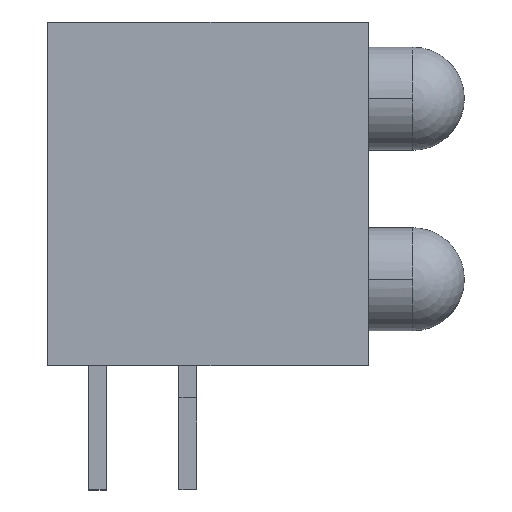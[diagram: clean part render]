
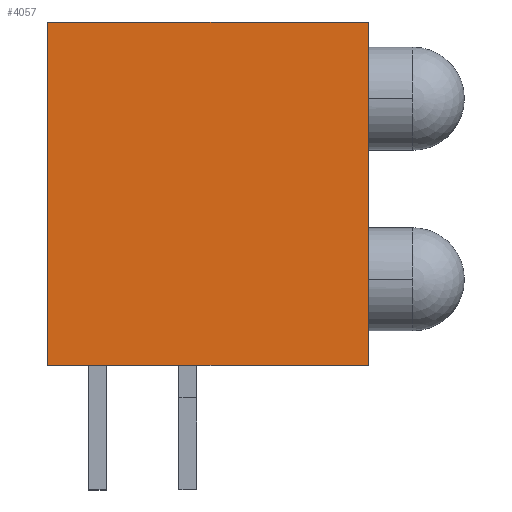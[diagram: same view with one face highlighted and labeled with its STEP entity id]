
A CAD part, top view. The second image highlights one B-rep face of the part: STEP entity #4057.
In plain terms, the highlighted planar face has unit normal (0, 0, 1).
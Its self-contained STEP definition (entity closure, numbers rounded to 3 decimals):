
#3957 = VERTEX_POINT ( 'NONE', #20877 ) ;
#3959 = EDGE_CURVE ( 'NONE', #3957, #18592, #20876, .T. ) ;
#3994 = EDGE_CURVE ( 'NONE', #3957, #4007, #20926, .T. ) ;
#4006 = EDGE_CURVE ( 'NONE', #4007, #18779, #20989, .T. ) ;
#4007 = VERTEX_POINT ( 'NONE', #20985 ) ;
#4057 = ADVANCED_FACE ( 'NONE', ( #21109 ), #21156, .T. ) ;
#4058 = EDGE_LOOP ( 'NONE', ( #4059, #4060, #4061, #4062 ) ) ;
#4059 = ORIENTED_EDGE ( 'NONE', *, *, #4006, .T. ) ;
#4060 = ORIENTED_EDGE ( 'NONE', *, *, #18632, .F. ) ;
#4061 = ORIENTED_EDGE ( 'NONE', *, *, #3959, .F. ) ;
#4062 = ORIENTED_EDGE ( 'NONE', *, *, #3994, .T. ) ;
#18592 = VERTEX_POINT ( 'NONE', #22032 ) ;
#18632 = EDGE_CURVE ( 'NONE', #18592, #18779, #22113, .T. ) ;
#18779 = VERTEX_POINT ( 'NONE', #22308 ) ;
#20873 = DIRECTION ( 'NONE',  ( 1., 0., 0. ) ) ;
#20874 = VECTOR ( 'NONE', #20873, 1000. ) ;
#20875 = CARTESIAN_POINT ( 'NONE',  ( 0., 4.825, 3.5 ) ) ;
#20876 = LINE ( 'NONE', #20875, #20874 ) ;
#20877 = CARTESIAN_POINT ( 'NONE',  ( -4.51, 4.825, 3.5 ) ) ;
#20923 = DIRECTION ( 'NONE',  ( 0., -1., 0. ) ) ;
#20924 = VECTOR ( 'NONE', #20923, 1000. ) ;
#20925 = CARTESIAN_POINT ( 'NONE',  ( -4.51, -10.416, 3.5 ) ) ;
#20926 = LINE ( 'NONE', #20925, #20924 ) ;
#20985 = CARTESIAN_POINT ( 'NONE',  ( -4.51, -4.825, 3.5 ) ) ;
#20986 = DIRECTION ( 'NONE',  ( 1., 0., 0. ) ) ;
#20987 = VECTOR ( 'NONE', #20986, 1000. ) ;
#20988 = CARTESIAN_POINT ( 'NONE',  ( 0., -4.825, 3.5 ) ) ;
#20989 = LINE ( 'NONE', #20988, #20987 ) ;
#21109 = FACE_OUTER_BOUND ( 'NONE', #4058, .T. ) ;
#21150 = DIRECTION ( 'NONE',  ( 1., 0., 0. ) ) ;
#21151 = DIRECTION ( 'NONE',  ( 0., 0., 1. ) ) ;
#21152 = CARTESIAN_POINT ( 'NONE',  ( 0., -10.416, 3.5 ) ) ;
#21153 = AXIS2_PLACEMENT_3D ( 'NONE', #21152, #21151, #21150 ) ;
#21156 = PLANE ( 'NONE',  #21153 ) ;
#22032 = CARTESIAN_POINT ( 'NONE',  ( 4.51, 4.825, 3.5 ) ) ;
#22110 = DIRECTION ( 'NONE',  ( 0., -1., 0. ) ) ;
#22111 = VECTOR ( 'NONE', #22110, 1000. ) ;
#22112 = CARTESIAN_POINT ( 'NONE',  ( 4.51, -10.416, 3.5 ) ) ;
#22113 = LINE ( 'NONE', #22112, #22111 ) ;
#22308 = CARTESIAN_POINT ( 'NONE',  ( 4.51, -4.825, 3.5 ) ) ;
